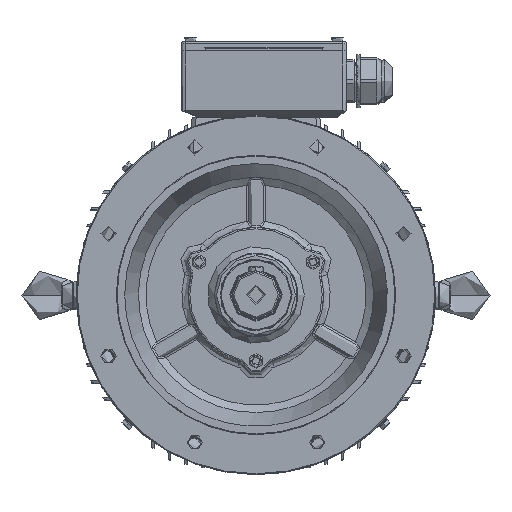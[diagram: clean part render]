
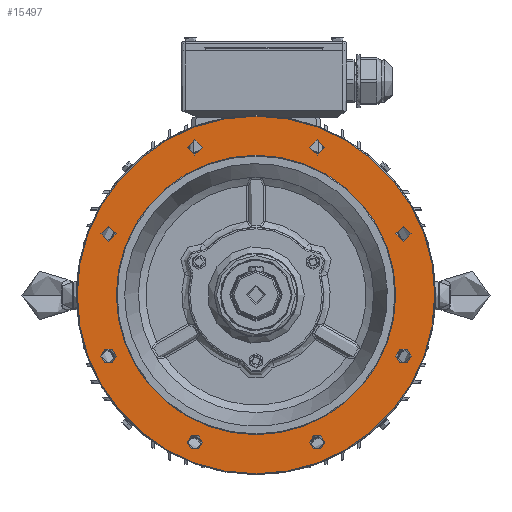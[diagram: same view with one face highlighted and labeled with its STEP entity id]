
A CAD part, top view. The second image highlights one B-rep face of the part: STEP entity #15497.
In plain terms, the highlighted planar face has unit normal (0, 0, 1).
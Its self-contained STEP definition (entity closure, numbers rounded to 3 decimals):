
#8334=FACE_BOUND('',#26861,.T.);
#8335=FACE_BOUND('',#26862,.T.);
#8336=FACE_BOUND('',#26863,.T.);
#8337=FACE_BOUND('',#26864,.T.);
#8338=FACE_BOUND('',#26865,.T.);
#8339=FACE_BOUND('',#26866,.T.);
#8340=FACE_BOUND('',#26867,.T.);
#8341=FACE_BOUND('',#26868,.T.);
#8342=FACE_BOUND('',#26869,.T.);
#8343=FACE_BOUND('',#26870,.T.);
#11321=PLANE('',#97578);
#15497=ADVANCED_FACE('',(#8334,#8335,#8336,#8337,#8338,#8339,#8340,#8341,
#8342,#8343),#11321,.F.);
#26861=EDGE_LOOP('',(#65857));
#26862=EDGE_LOOP('',(#65858));
#26863=EDGE_LOOP('',(#65859));
#26864=EDGE_LOOP('',(#65860));
#26865=EDGE_LOOP('',(#65861,#65862));
#26866=EDGE_LOOP('',(#65863,#65864));
#26867=EDGE_LOOP('',(#65865));
#26868=EDGE_LOOP('',(#65866));
#26869=EDGE_LOOP('',(#65867));
#26870=EDGE_LOOP('',(#65868));
#65857=ORIENTED_EDGE('',*,*,#88243,.F.);
#65858=ORIENTED_EDGE('',*,*,#88244,.F.);
#65859=ORIENTED_EDGE('',*,*,#88245,.F.);
#65860=ORIENTED_EDGE('',*,*,#88246,.F.);
#65861=ORIENTED_EDGE('',*,*,#88247,.T.);
#65862=ORIENTED_EDGE('',*,*,#88248,.T.);
#65863=ORIENTED_EDGE('',*,*,#88249,.F.);
#65864=ORIENTED_EDGE('',*,*,#88250,.F.);
#65865=ORIENTED_EDGE('',*,*,#88251,.F.);
#65866=ORIENTED_EDGE('',*,*,#88252,.F.);
#65867=ORIENTED_EDGE('',*,*,#88253,.F.);
#65868=ORIENTED_EDGE('',*,*,#88254,.F.);
#76351=VERTEX_POINT('',#162531);
#76352=VERTEX_POINT('',#162533);
#76353=VERTEX_POINT('',#162535);
#76354=VERTEX_POINT('',#162537);
#76355=VERTEX_POINT('',#162539);
#76356=VERTEX_POINT('',#162540);
#76357=VERTEX_POINT('',#162543);
#76358=VERTEX_POINT('',#162544);
#76359=VERTEX_POINT('',#162547);
#76360=VERTEX_POINT('',#162549);
#76361=VERTEX_POINT('',#162551);
#76362=VERTEX_POINT('',#162553);
#88243=EDGE_CURVE('',#76351,#76351,#91405,.T.);
#88244=EDGE_CURVE('',#76352,#76352,#91406,.T.);
#88245=EDGE_CURVE('',#76353,#76353,#91407,.T.);
#88246=EDGE_CURVE('',#76354,#76354,#91408,.T.);
#88247=EDGE_CURVE('',#76355,#76356,#91409,.T.);
#88248=EDGE_CURVE('',#76356,#76355,#91410,.T.);
#88249=EDGE_CURVE('',#76357,#76358,#91411,.T.);
#88250=EDGE_CURVE('',#76358,#76357,#91412,.T.);
#88251=EDGE_CURVE('',#76359,#76359,#91413,.T.);
#88252=EDGE_CURVE('',#76360,#76360,#91414,.T.);
#88253=EDGE_CURVE('',#76361,#76361,#91415,.T.);
#88254=EDGE_CURVE('',#76362,#76362,#91416,.T.);
#91405=CIRCLE('',#97566,9.5);
#91406=CIRCLE('',#97567,9.5);
#91407=CIRCLE('',#97568,9.5);
#91408=CIRCLE('',#97569,9.5);
#91409=CIRCLE('',#97570,224.);
#91410=CIRCLE('',#97571,224.);
#91411=CIRCLE('',#97572,175.);
#91412=CIRCLE('',#97573,175.);
#91413=CIRCLE('',#97574,9.5);
#91414=CIRCLE('',#97575,9.5);
#91415=CIRCLE('',#97576,9.5);
#91416=CIRCLE('',#97577,9.5);
#97566=AXIS2_PLACEMENT_3D('',#162530,#117566,#117567);
#97567=AXIS2_PLACEMENT_3D('',#162532,#117568,#117569);
#97568=AXIS2_PLACEMENT_3D('',#162534,#117570,#117571);
#97569=AXIS2_PLACEMENT_3D('',#162536,#117572,#117573);
#97570=AXIS2_PLACEMENT_3D('',#162538,#117574,#117575);
#97571=AXIS2_PLACEMENT_3D('',#162541,#117576,#117577);
#97572=AXIS2_PLACEMENT_3D('',#162542,#117578,#117579);
#97573=AXIS2_PLACEMENT_3D('',#162545,#117580,#117581);
#97574=AXIS2_PLACEMENT_3D('',#162546,#117582,#117583);
#97575=AXIS2_PLACEMENT_3D('',#162548,#117584,#117585);
#97576=AXIS2_PLACEMENT_3D('',#162550,#117586,#117587);
#97577=AXIS2_PLACEMENT_3D('',#162552,#117588,#117589);
#97578=AXIS2_PLACEMENT_3D('',#162554,#117590,#117591);
#117566=DIRECTION('',(0.,0.,1.));
#117567=DIRECTION('',(-1.,0.,0.));
#117568=DIRECTION('',(0.,0.,1.));
#117569=DIRECTION('',(-1.,0.,0.));
#117570=DIRECTION('',(0.,0.,1.));
#117571=DIRECTION('',(-1.,0.,0.));
#117572=DIRECTION('',(0.,0.,1.));
#117573=DIRECTION('',(-1.,0.,0.));
#117574=DIRECTION('',(0.,0.,1.));
#117575=DIRECTION('',(1.,0.,0.));
#117576=DIRECTION('',(0.,0.,1.));
#117577=DIRECTION('',(1.,0.,0.));
#117578=DIRECTION('',(0.,0.,1.));
#117579=DIRECTION('',(-1.,0.,0.));
#117580=DIRECTION('',(0.,0.,1.));
#117581=DIRECTION('',(-1.,0.,0.));
#117582=DIRECTION('',(0.,0.,1.));
#117583=DIRECTION('',(-1.,0.,0.));
#117584=DIRECTION('',(0.,0.,1.));
#117585=DIRECTION('',(-1.,0.,0.));
#117586=DIRECTION('',(0.,0.,1.));
#117587=DIRECTION('',(-1.,0.,0.));
#117588=DIRECTION('',(0.,0.,1.));
#117589=DIRECTION('',(-1.,0.,0.));
#117590=DIRECTION('',(0.,0.,-1.));
#117591=DIRECTION('',(-1.,0.,0.));
#162530=CARTESIAN_POINT('',(178.497,90.715,570.393));
#162531=CARTESIAN_POINT('',(168.997,90.715,570.393));
#162532=CARTESIAN_POINT('',(331.57,90.715,570.393));
#162533=CARTESIAN_POINT('',(322.07,90.715,570.393));
#162534=CARTESIAN_POINT('',(178.497,460.266,570.393));
#162535=CARTESIAN_POINT('',(168.997,460.266,570.393));
#162536=CARTESIAN_POINT('',(331.57,460.266,570.393));
#162537=CARTESIAN_POINT('',(322.07,460.266,570.393));
#162538=CARTESIAN_POINT('',(255.034,275.49,570.393));
#162539=CARTESIAN_POINT('',(479.034,275.49,570.393));
#162540=CARTESIAN_POINT('',(31.034,275.49,570.393));
#162541=CARTESIAN_POINT('',(255.034,275.49,570.393));
#162542=CARTESIAN_POINT('',(255.034,275.49,570.393));
#162543=CARTESIAN_POINT('',(80.034,275.49,570.393));
#162544=CARTESIAN_POINT('',(430.034,275.49,570.393));
#162545=CARTESIAN_POINT('',(255.034,275.49,570.393));
#162546=CARTESIAN_POINT('',(439.809,352.027,570.393));
#162547=CARTESIAN_POINT('',(430.309,352.027,570.393));
#162548=CARTESIAN_POINT('',(439.809,198.954,570.393));
#162549=CARTESIAN_POINT('',(430.309,198.954,570.393));
#162550=CARTESIAN_POINT('',(70.258,352.027,570.393));
#162551=CARTESIAN_POINT('',(60.758,352.027,570.393));
#162552=CARTESIAN_POINT('',(70.258,198.954,570.393));
#162553=CARTESIAN_POINT('',(60.758,198.954,570.393));
#162554=CARTESIAN_POINT('',(255.034,100.49,570.393));
